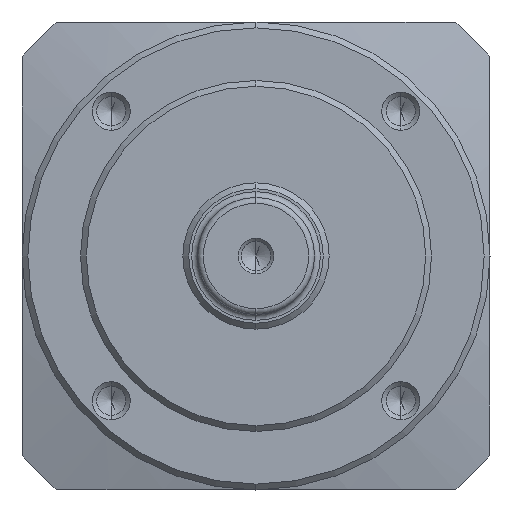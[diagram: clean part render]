
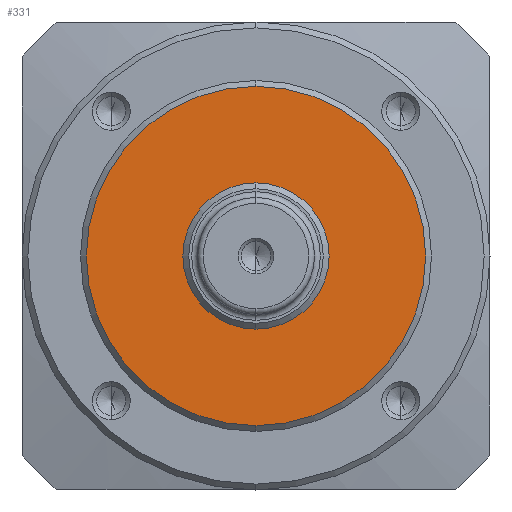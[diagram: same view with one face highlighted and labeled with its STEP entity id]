
A CAD part, left-side view. The second image highlights one B-rep face of the part: STEP entity #331.
In plain terms, the highlighted planar face has unit normal (-1, 0, 0).
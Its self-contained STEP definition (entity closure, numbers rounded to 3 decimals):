
#14 = CARTESIAN_POINT ( 'NONE',  ( 38., 0., -12.5 ) ) ;
#135 = VERTEX_POINT ( 'NONE', #1314 ) ;
#161 = EDGE_CURVE ( 'NONE', #3072, #2612, #657, .T. ) ;
#202 = DIRECTION ( 'NONE',  ( 0., 0., -1. ) ) ;
#331 = ADVANCED_FACE ( 'NONE', ( #781, #2071 ), #3388, .F. ) ;
#421 = ORIENTED_EDGE ( 'NONE', *, *, #1409, .T. ) ;
#463 = CARTESIAN_POINT ( 'NONE',  ( 38., 12.5, 0. ) ) ;
#506 = CIRCLE ( 'NONE', #639, 12.5 ) ;
#537 = AXIS2_PLACEMENT_3D ( 'NONE', #463, #1459, #202 ) ;
#566 = CIRCLE ( 'NONE', #2535, 29. ) ;
#594 = CARTESIAN_POINT ( 'NONE',  ( 38., 0., 0. ) ) ;
#630 = EDGE_CURVE ( 'NONE', #3183, #135, #1433, .T. ) ;
#639 = AXIS2_PLACEMENT_3D ( 'NONE', #2862, #1264, #2799 ) ;
#657 = CIRCLE ( 'NONE', #3318, 12.5 ) ;
#781 = FACE_BOUND ( 'NONE', #2926, .T. ) ;
#1264 = DIRECTION ( 'NONE',  ( -1., 0., 0. ) ) ;
#1273 = CARTESIAN_POINT ( 'NONE',  ( 38., 0., 0. ) ) ;
#1314 = CARTESIAN_POINT ( 'NONE',  ( 38., 0., 29. ) ) ;
#1409 = EDGE_CURVE ( 'NONE', #135, #3183, #566, .T. ) ;
#1433 = CIRCLE ( 'NONE', #3418, 29. ) ;
#1459 = DIRECTION ( 'NONE',  ( 1., 0., 0. ) ) ;
#1502 = ORIENTED_EDGE ( 'NONE', *, *, #630, .T. ) ;
#1530 = ORIENTED_EDGE ( 'NONE', *, *, #1862, .F. ) ;
#1792 = CARTESIAN_POINT ( 'NONE',  ( 38., 0., 12.5 ) ) ;
#1862 = EDGE_CURVE ( 'NONE', #2612, #3072, #506, .T. ) ;
#1972 = EDGE_LOOP ( 'NONE', ( #1502, #421 ) ) ;
#2071 = FACE_OUTER_BOUND ( 'NONE', #1972, .T. ) ;
#2294 = DIRECTION ( 'NONE',  ( -1., 0., 0. ) ) ;
#2535 = AXIS2_PLACEMENT_3D ( 'NONE', #594, #3497, #2551 ) ;
#2551 = DIRECTION ( 'NONE',  ( 0., 0., 1. ) ) ;
#2576 = DIRECTION ( 'NONE',  ( 0., 0., 1. ) ) ;
#2612 = VERTEX_POINT ( 'NONE', #1792 ) ;
#2619 = DIRECTION ( 'NONE',  ( -1., 0., 0. ) ) ;
#2799 = DIRECTION ( 'NONE',  ( 0., 0., 1. ) ) ;
#2862 = CARTESIAN_POINT ( 'NONE',  ( 38., 0., 0. ) ) ;
#2926 = EDGE_LOOP ( 'NONE', ( #1530, #3579 ) ) ;
#3072 = VERTEX_POINT ( 'NONE', #14 ) ;
#3183 = VERTEX_POINT ( 'NONE', #4026 ) ;
#3318 = AXIS2_PLACEMENT_3D ( 'NONE', #1273, #2619, #2576 ) ;
#3388 = PLANE ( 'NONE',  #537 ) ;
#3418 = AXIS2_PLACEMENT_3D ( 'NONE', #3858, #2294, #3573 ) ;
#3497 = DIRECTION ( 'NONE',  ( -1., 0., 0. ) ) ;
#3573 = DIRECTION ( 'NONE',  ( 0., 0., 1. ) ) ;
#3579 = ORIENTED_EDGE ( 'NONE', *, *, #161, .F. ) ;
#3858 = CARTESIAN_POINT ( 'NONE',  ( 38., 0., 0. ) ) ;
#4026 = CARTESIAN_POINT ( 'NONE',  ( 38., 0., -29. ) ) ;
